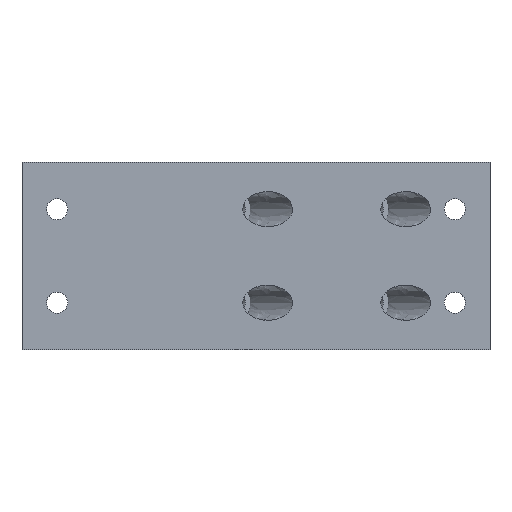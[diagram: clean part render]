
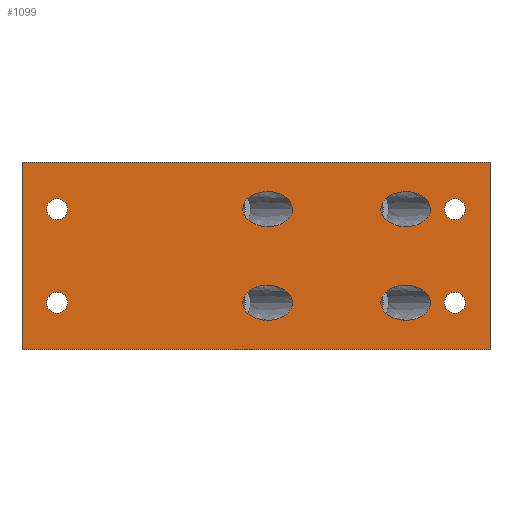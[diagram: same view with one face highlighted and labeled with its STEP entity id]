
A CAD part, top view. The second image highlights one B-rep face of the part: STEP entity #1099.
In plain terms, the highlighted free-form (B-spline) face has degree [1, 1] with [2, 2] control points.
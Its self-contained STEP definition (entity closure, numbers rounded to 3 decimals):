
#130=CARTESIAN_POINT('',(220.,0.,420.0));
#131=VERTEX_POINT('',#130);
#132=CARTESIAN_POINT('',(420.,0.,420.0));
#133=VERTEX_POINT('',#132);
#134=CARTESIAN_POINT('',(220.,0.,420.0));
#135=DIRECTION('',(1.0,0.0,0.0));
#136=VECTOR('',#135,200.);
#137=LINE('',#134,#136);
#138=EDGE_CURVE('',#131,#133,#137,.T.);
#219=CARTESIAN_POINT('',(335.601,60.,420.));
#220=VERTEX_POINT('',#219);
#221=CARTESIAN_POINT('',(324.994,60.,420.));
#222=DIRECTION('',(0.0,0.0,-1.0));
#223=DIRECTION('',(-1.0,0.0,0.0));
#224=AXIS2_PLACEMENT_3D('',#221,#222,#223);
#225=ELLIPSE('',#224,10.607,7.5);
#226=EDGE_CURVE('',#220,#220,#225,.T.);
#350=CARTESIAN_POINT('',(335.601,20.,420.));
#351=VERTEX_POINT('',#350);
#352=CARTESIAN_POINT('',(324.994,20.,420.));
#353=DIRECTION('',(0.0,0.0,-1.0));
#354=DIRECTION('',(-1.0,0.0,0.0));
#355=AXIS2_PLACEMENT_3D('',#352,#353,#354);
#356=ELLIPSE('',#355,10.607,7.5);
#357=EDGE_CURVE('',#351,#351,#356,.T.);
#439=CARTESIAN_POINT('',(394.601,60.,420.));
#440=VERTEX_POINT('',#439);
#441=CARTESIAN_POINT('',(383.994,60.,420.));
#442=DIRECTION('',(0.0,0.0,-1.0));
#443=DIRECTION('',(-1.0,0.0,0.0));
#444=AXIS2_PLACEMENT_3D('',#441,#442,#443);
#445=ELLIPSE('',#444,10.607,7.5);
#446=EDGE_CURVE('',#440,#440,#445,.T.);
#549=CARTESIAN_POINT('',(394.601,20.,420.));
#550=VERTEX_POINT('',#549);
#551=CARTESIAN_POINT('',(383.994,20.,420.));
#552=DIRECTION('',(0.0,0.0,-1.0));
#553=DIRECTION('',(-1.0,0.0,0.0));
#554=AXIS2_PLACEMENT_3D('',#551,#552,#553);
#555=ELLIPSE('',#554,10.607,7.5);
#556=EDGE_CURVE('',#550,#550,#555,.T.);
#700=CARTESIAN_POINT('',(400.5,20.,420.));
#701=VERTEX_POINT('',#700);
#702=CARTESIAN_POINT('',(405.,20.,420.));
#703=DIRECTION('',(0.0,0.0,1.0));
#704=DIRECTION('',(1.0,0.0,0.0));
#705=AXIS2_PLACEMENT_3D('',#702,#703,#704);
#706=CIRCLE('',#705,4.5);
#707=EDGE_CURVE('',#701,#701,#706,.T.);
#810=CARTESIAN_POINT('',(230.5,20.,420.));
#811=VERTEX_POINT('',#810);
#812=CARTESIAN_POINT('',(235.,20.,420.));
#813=DIRECTION('',(0.0,0.0,1.0));
#814=DIRECTION('',(1.0,0.0,0.0));
#815=AXIS2_PLACEMENT_3D('',#812,#813,#814);
#816=CIRCLE('',#815,4.5);
#817=EDGE_CURVE('',#811,#811,#816,.T.);
#920=CARTESIAN_POINT('',(230.5,60.,420.));
#921=VERTEX_POINT('',#920);
#922=CARTESIAN_POINT('',(235.,60.,420.));
#923=DIRECTION('',(0.0,0.0,1.0));
#924=DIRECTION('',(1.0,0.0,0.0));
#925=AXIS2_PLACEMENT_3D('',#922,#923,#924);
#926=CIRCLE('',#925,4.5);
#927=EDGE_CURVE('',#921,#921,#926,.T.);
#1030=CARTESIAN_POINT('',(400.5,60.,420.));
#1031=VERTEX_POINT('',#1030);
#1032=CARTESIAN_POINT('',(405.,60.,420.));
#1033=DIRECTION('',(0.0,0.0,1.0));
#1034=DIRECTION('',(1.0,0.0,0.0));
#1035=AXIS2_PLACEMENT_3D('',#1032,#1033,#1034);
#1036=CIRCLE('',#1035,4.5);
#1037=EDGE_CURVE('',#1031,#1031,#1036,.T.);
#1045=CARTESIAN_POINT('',(220.,80.,420.0));
#1046=CARTESIAN_POINT('',(420.,80.,420.0));
#1047=CARTESIAN_POINT('',(220.,0.,420.0));
#1048=CARTESIAN_POINT('',(420.,0.,420.0));
#1049=B_SPLINE_SURFACE_WITH_KNOTS('',1,1,((#1045,#1047),(#1046,#1048)),.UNSPECIFIED.,.F.,.F.,.U.,(2,2),(2,2),(0.0,200.),(0.0,80.),.UNSPECIFIED.);
#1050=ORIENTED_EDGE('',*,*,#138,.T.);
#1051=CARTESIAN_POINT('',(420.,80.,420.));
#1052=VERTEX_POINT('',#1051);
#1053=CARTESIAN_POINT('',(420.,0.,420.0));
#1054=DIRECTION('',(0.0,1.0,0.0));
#1055=VECTOR('',#1054,80.);
#1056=LINE('',#1053,#1055);
#1057=EDGE_CURVE('',#133,#1052,#1056,.T.);
#1058=ORIENTED_EDGE('',*,*,#1057,.T.);
#1059=CARTESIAN_POINT('',(220.,80.,420.));
#1060=VERTEX_POINT('',#1059);
#1061=CARTESIAN_POINT('',(420.,80.,420.));
#1062=DIRECTION('',(-1.0,0.0,0.0));
#1063=VECTOR('',#1062,200.);
#1064=LINE('',#1061,#1063);
#1065=EDGE_CURVE('',#1052,#1060,#1064,.T.);
#1066=ORIENTED_EDGE('',*,*,#1065,.T.);
#1067=CARTESIAN_POINT('',(220.,80.,420.));
#1068=DIRECTION('',(0.0,-1.0,0.0));
#1069=VECTOR('',#1068,80.0);
#1070=LINE('',#1067,#1069);
#1071=EDGE_CURVE('',#1060,#131,#1070,.T.);
#1072=ORIENTED_EDGE('',*,*,#1071,.T.);
#1073=EDGE_LOOP('',(#1050,#1058,#1066,#1072));
#1074=FACE_OUTER_BOUND('',#1073,.T.);
#1075=ORIENTED_EDGE('',*,*,#707,.F.);
#1076=EDGE_LOOP('',(#1075));
#1077=FACE_BOUND('',#1076,.T.);
#1078=ORIENTED_EDGE('',*,*,#1037,.F.);
#1079=EDGE_LOOP('',(#1078));
#1080=FACE_BOUND('',#1079,.T.);
#1081=ORIENTED_EDGE('',*,*,#556,.T.);
#1082=EDGE_LOOP('',(#1081));
#1083=FACE_BOUND('',#1082,.T.);
#1084=ORIENTED_EDGE('',*,*,#446,.T.);
#1085=EDGE_LOOP('',(#1084));
#1086=FACE_BOUND('',#1085,.T.);
#1087=ORIENTED_EDGE('',*,*,#357,.T.);
#1088=EDGE_LOOP('',(#1087));
#1089=FACE_BOUND('',#1088,.T.);
#1090=ORIENTED_EDGE('',*,*,#226,.T.);
#1091=EDGE_LOOP('',(#1090));
#1092=FACE_BOUND('',#1091,.T.);
#1093=ORIENTED_EDGE('',*,*,#817,.F.);
#1094=EDGE_LOOP('',(#1093));
#1095=FACE_BOUND('',#1094,.T.);
#1096=ORIENTED_EDGE('',*,*,#927,.F.);
#1097=EDGE_LOOP('',(#1096));
#1098=FACE_BOUND('',#1097,.T.);
#1099=ADVANCED_FACE('',(#1074,#1077,#1080,#1083,#1086,#1089,#1092,#1095,#1098),#1049,.F.);
